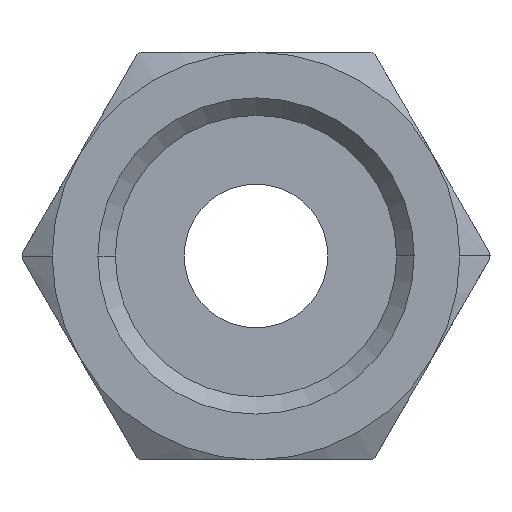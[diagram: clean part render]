
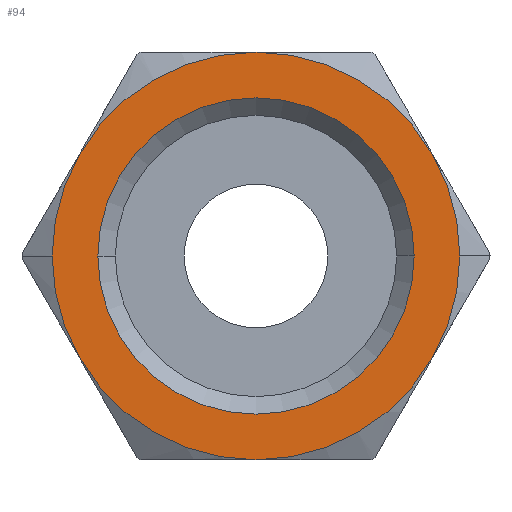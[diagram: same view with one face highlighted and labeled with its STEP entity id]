
A CAD part, front view. The second image highlights one B-rep face of the part: STEP entity #94.
In plain terms, the highlighted planar face has unit normal (0, -1, 0).
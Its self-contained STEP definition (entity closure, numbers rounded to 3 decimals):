
#94=ADVANCED_FACE('',(#207,#208),#209,.T.);
#207=FACE_BOUND('',#333,.T.);
#208=FACE_OUTER_BOUND('',#334,.T.);
#209=PLANE('',#335);
#333=EDGE_LOOP('',(#717,#718));
#334=EDGE_LOOP('',(#719,#720,#721,#722,#723,#724,#725,#726));
#335=AXIS2_PLACEMENT_3D('',#727,#728,#729);
#717=ORIENTED_EDGE('',*,*,#891,.T.);
#718=ORIENTED_EDGE('',*,*,#898,.T.);
#719=ORIENTED_EDGE('',*,*,#949,.F.);
#720=ORIENTED_EDGE('',*,*,#946,.F.);
#721=ORIENTED_EDGE('',*,*,#943,.F.);
#722=ORIENTED_EDGE('',*,*,#940,.F.);
#723=ORIENTED_EDGE('',*,*,#864,.F.);
#724=ORIENTED_EDGE('',*,*,#938,.F.);
#725=ORIENTED_EDGE('',*,*,#954,.F.);
#726=ORIENTED_EDGE('',*,*,#858,.F.);
#727=CARTESIAN_POINT('',(6.75,0.0,0.0));
#728=DIRECTION('',(-0.0,-1.0,-0.0));
#729=DIRECTION('',(-1.0,0.0,0.0));
#858=EDGE_CURVE('',#1028,#1031,#1032,.T.);
#864=EDGE_CURVE('',#1041,#1037,#1043,.T.);
#891=EDGE_CURVE('',#1086,#1088,#1090,.T.);
#898=EDGE_CURVE('',#1088,#1086,#1101,.T.);
#938=EDGE_CURVE('',#1165,#1041,#1167,.T.);
#940=EDGE_CURVE('',#1037,#1169,#1170,.T.);
#943=EDGE_CURVE('',#1169,#1173,#1174,.T.);
#946=EDGE_CURVE('',#1173,#1177,#1178,.T.);
#949=EDGE_CURVE('',#1177,#1028,#1181,.T.);
#954=EDGE_CURVE('',#1031,#1165,#1186,.T.);
#1028=VERTEX_POINT('',#1290);
#1031=VERTEX_POINT('',#1294);
#1032=CIRCLE('',#1295,13.5);
#1037=VERTEX_POINT('',#1311);
#1041=VERTEX_POINT('',#1316);
#1043=CIRCLE('',#1329,13.5);
#1086=VERTEX_POINT('',#1384);
#1088=VERTEX_POINT('',#1387);
#1090=CIRCLE('',#1390,10.478);
#1101=CIRCLE('',#1403,10.478);
#1165=VERTEX_POINT('',#1477);
#1167=CIRCLE('',#1490,13.5);
#1169=VERTEX_POINT('',#1503);
#1170=CIRCLE('',#1504,13.5);
#1173=VERTEX_POINT('',#1529);
#1174=CIRCLE('',#1530,13.5);
#1177=VERTEX_POINT('',#1555);
#1178=CIRCLE('',#1556,13.5);
#1181=CIRCLE('',#1581,13.5);
#1186=CIRCLE('',#1630,13.5);
#1290=CARTESIAN_POINT('',(13.5,0.0,0.));
#1294=CARTESIAN_POINT('',(11.691,0.0,-6.75));
#1295=AXIS2_PLACEMENT_3D('',#1807,#1808,#1809);
#1311=CARTESIAN_POINT('',(-13.5,0.0,0.));
#1316=CARTESIAN_POINT('',(-11.691,0.0,-6.75));
#1329=AXIS2_PLACEMENT_3D('',#1817,#1818,#1819);
#1384=CARTESIAN_POINT('',(-10.478,0.,0.0));
#1387=CARTESIAN_POINT('',(10.478,0.,0.));
#1390=AXIS2_PLACEMENT_3D('',#1870,#1871,#1872);
#1403=AXIS2_PLACEMENT_3D('',#1887,#1888,#1889);
#1477=CARTESIAN_POINT('',(0.0,0.0,-13.5));
#1490=AXIS2_PLACEMENT_3D('',#1984,#1985,#1986);
#1503=CARTESIAN_POINT('',(-11.691,0.0,6.75));
#1504=AXIS2_PLACEMENT_3D('',#1987,#1988,#1989);
#1529=CARTESIAN_POINT('',(0.,0.0,13.5));
#1530=AXIS2_PLACEMENT_3D('',#1990,#1991,#1992);
#1555=CARTESIAN_POINT('',(11.691,0.0,6.75));
#1556=AXIS2_PLACEMENT_3D('',#1993,#1994,#1995);
#1581=AXIS2_PLACEMENT_3D('',#1996,#1997,#1998);
#1630=AXIS2_PLACEMENT_3D('',#1999,#2000,#2001);
#1807=CARTESIAN_POINT('',(0.0,0.0,0.0));
#1808=DIRECTION('',(-0.0,1.0,0.0));
#1809=DIRECTION('',(1.0,0.0,0.0));
#1817=CARTESIAN_POINT('',(0.0,0.0,0.0));
#1818=DIRECTION('',(-0.0,1.0,0.0));
#1819=DIRECTION('',(1.0,0.0,0.0));
#1870=CARTESIAN_POINT('',(0.,0.,0.0));
#1871=DIRECTION('',(0.0,1.0,0.0));
#1872=DIRECTION('',(-1.0,0.0,0.0));
#1887=CARTESIAN_POINT('',(0.,0.,0.0));
#1888=DIRECTION('',(0.0,1.0,0.0));
#1889=DIRECTION('',(-1.0,0.0,0.0));
#1984=CARTESIAN_POINT('',(0.0,0.0,0.0));
#1985=DIRECTION('',(-0.0,1.0,0.0));
#1986=DIRECTION('',(1.0,0.0,0.0));
#1987=CARTESIAN_POINT('',(0.0,0.0,0.0));
#1988=DIRECTION('',(-0.0,1.0,0.0));
#1989=DIRECTION('',(1.0,0.0,0.0));
#1990=CARTESIAN_POINT('',(0.0,0.0,0.0));
#1991=DIRECTION('',(-0.0,1.0,0.0));
#1992=DIRECTION('',(1.0,0.0,0.0));
#1993=CARTESIAN_POINT('',(0.0,0.0,0.0));
#1994=DIRECTION('',(-0.0,1.0,0.0));
#1995=DIRECTION('',(1.0,0.0,0.0));
#1996=CARTESIAN_POINT('',(0.0,0.0,0.0));
#1997=DIRECTION('',(-0.0,1.0,0.0));
#1998=DIRECTION('',(1.0,0.0,0.0));
#1999=CARTESIAN_POINT('',(0.0,0.0,0.0));
#2000=DIRECTION('',(-0.0,1.0,0.0));
#2001=DIRECTION('',(1.0,0.0,0.0));
